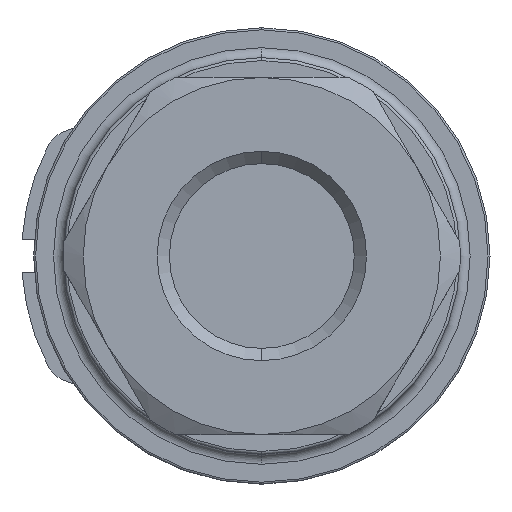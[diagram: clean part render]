
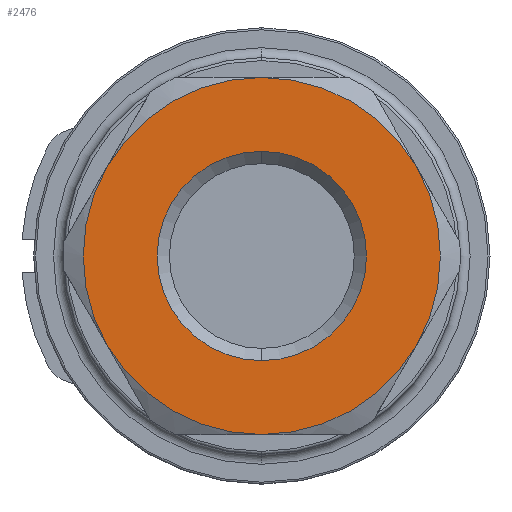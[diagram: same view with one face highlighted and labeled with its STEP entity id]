
A CAD part, left-side view. The second image highlights one B-rep face of the part: STEP entity #2476.
In plain terms, the highlighted planar face has unit normal (-1, 0, 0).
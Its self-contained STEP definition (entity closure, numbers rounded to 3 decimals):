
#254 = DIRECTION ( 'NONE',  ( 0., 0., -1. ) ) ;
#255 = DIRECTION ( 'NONE',  ( 1., 0., 0. ) ) ;
#256 = CARTESIAN_POINT ( 'NONE',  ( -22.6, 0., 0. ) ) ;
#390 = AXIS2_PLACEMENT_3D ( 'NONE', #256, #255, #254 ) ;
#531 = AXIS2_PLACEMENT_3D ( 'NONE', #1662, #1661, #1659 ) ;
#547 = AXIS2_PLACEMENT_3D ( 'NONE', #1730, #1729, #1728 ) ;
#553 = AXIS2_PLACEMENT_3D ( 'NONE', #1788, #1785, #1784 ) ;
#558 = AXIS2_PLACEMENT_3D ( 'NONE', #1843, #1842, #1841 ) ;
#560 = AXIS2_PLACEMENT_3D ( 'NONE', #1873, #1872, #1871 ) ;
#896 = CIRCLE ( 'NONE', #390, 18. ) ;
#933 = CIRCLE ( 'NONE', #3635, 10.55 ) ;
#941 = CIRCLE ( 'NONE', #4205, 18. ) ;
#1085 = ORIENTED_EDGE ( 'NONE', *, *, #4105, .F. ) ;
#1086 = ORIENTED_EDGE ( 'NONE', *, *, #4145, .F. ) ;
#1087 = ORIENTED_EDGE ( 'NONE', *, *, #3702, .F. ) ;
#1088 = ORIENTED_EDGE ( 'NONE', *, *, #3796, .F. ) ;
#1089 = ORIENTED_EDGE ( 'NONE', *, *, #3753, .F. ) ;
#1090 = ORIENTED_EDGE ( 'NONE', *, *, #3721, .F. ) ;
#1091 = ORIENTED_EDGE ( 'NONE', *, *, #4139, .T. ) ;
#1092 = ORIENTED_EDGE ( 'NONE', *, *, #3676, .T. ) ;
#1659 = DIRECTION ( 'NONE',  ( 0., 0., -1. ) ) ;
#1661 = DIRECTION ( 'NONE',  ( 1., 0., 0. ) ) ;
#1662 = CARTESIAN_POINT ( 'NONE',  ( -22.6, 0., 0. ) ) ;
#1728 = DIRECTION ( 'NONE',  ( 0., 0., -1. ) ) ;
#1729 = DIRECTION ( 'NONE',  ( 1., 0., 0. ) ) ;
#1730 = CARTESIAN_POINT ( 'NONE',  ( -22.6, 0., 0. ) ) ;
#1784 = DIRECTION ( 'NONE',  ( 0., 0., -1. ) ) ;
#1785 = DIRECTION ( 'NONE',  ( 1., 0., 0. ) ) ;
#1788 = CARTESIAN_POINT ( 'NONE',  ( -22.6, 0., 0. ) ) ;
#1841 = DIRECTION ( 'NONE',  ( 0., 0., -1. ) ) ;
#1842 = DIRECTION ( 'NONE',  ( 1., 0., 0. ) ) ;
#1843 = CARTESIAN_POINT ( 'NONE',  ( -22.6, 0., 0. ) ) ;
#1871 = DIRECTION ( 'NONE',  ( 0., 0., -1. ) ) ;
#1872 = DIRECTION ( 'NONE',  ( 1., 0., 0. ) ) ;
#1873 = CARTESIAN_POINT ( 'NONE',  ( -22.6, 0., 0. ) ) ;
#2058 = DIRECTION ( 'NONE',  ( 0., 0., -1. ) ) ;
#2060 = DIRECTION ( 'NONE',  ( 1., 0., 0. ) ) ;
#2067 = CARTESIAN_POINT ( 'NONE',  ( -22.6, 0., 0. ) ) ;
#2347 = VERTEX_POINT ( 'NONE', #3603 ) ;
#2382 = VERTEX_POINT ( 'NONE', #4177 ) ;
#2390 = VERTEX_POINT ( 'NONE', #4183 ) ;
#2402 = VERTEX_POINT ( 'NONE', #4024 ) ;
#2408 = VERTEX_POINT ( 'NONE', #4029 ) ;
#2412 = VERTEX_POINT ( 'NONE', #4034 ) ;
#2423 = VERTEX_POINT ( 'NONE', #4045 ) ;
#2431 = VERTEX_POINT ( 'NONE', #4051 ) ;
#2476 = ADVANCED_FACE ( 'NONE', ( #2612, #2613 ), #4295, .T. ) ;
#2612 = FACE_BOUND ( 'NONE', #3347, .T. ) ;
#2613 = FACE_OUTER_BOUND ( 'NONE', #3335, .T. ) ;
#2916 = CIRCLE ( 'NONE', #560, 10.55 ) ;
#2921 = CIRCLE ( 'NONE', #558, 18. ) ;
#2927 = CIRCLE ( 'NONE', #553, 18. ) ;
#2938 = CIRCLE ( 'NONE', #547, 18. ) ;
#2961 = CIRCLE ( 'NONE', #531, 18. ) ;
#3078 = DIRECTION ( 'NONE',  ( 0., 0., -1. ) ) ;
#3087 = DIRECTION ( 'NONE',  ( 1., 0., 0. ) ) ;
#3096 = CARTESIAN_POINT ( 'NONE',  ( -22.6, 0., 0. ) ) ;
#3335 = EDGE_LOOP ( 'NONE', ( #1090, #1089, #1088, #1087, #1086, #1085 ) ) ;
#3347 = EDGE_LOOP ( 'NONE', ( #1092, #1091 ) ) ;
#3603 = CARTESIAN_POINT ( 'NONE',  ( -22.6, 0., -18. ) ) ;
#3635 = AXIS2_PLACEMENT_3D ( 'NONE', #3096, #3087, #3078 ) ;
#3676 = EDGE_CURVE ( 'NONE', #2412, #2382, #2916, .T. ) ;
#3693 = AXIS2_PLACEMENT_3D ( 'NONE', #4228, #4319, #4354 ) ;
#3702 = EDGE_CURVE ( 'NONE', #2408, #2431, #2921, .T. ) ;
#3721 = EDGE_CURVE ( 'NONE', #2347, #2402, #2927, .T. ) ;
#3753 = EDGE_CURVE ( 'NONE', #2423, #2347, #2938, .T. ) ;
#3796 = EDGE_CURVE ( 'NONE', #2431, #2423, #2961, .T. ) ;
#4024 = CARTESIAN_POINT ( 'NONE',  ( -22.6, 15.588, -9. ) ) ;
#4029 = CARTESIAN_POINT ( 'NONE',  ( -22.6, 0., 18. ) ) ;
#4034 = CARTESIAN_POINT ( 'NONE',  ( -22.6, 0., 10.55 ) ) ;
#4045 = CARTESIAN_POINT ( 'NONE',  ( -22.6, -15.588, -9. ) ) ;
#4051 = CARTESIAN_POINT ( 'NONE',  ( -22.6, -15.588, 9. ) ) ;
#4105 = EDGE_CURVE ( 'NONE', #2402, #2390, #896, .T. ) ;
#4139 = EDGE_CURVE ( 'NONE', #2382, #2412, #933, .T. ) ;
#4145 = EDGE_CURVE ( 'NONE', #2390, #2408, #941, .T. ) ;
#4177 = CARTESIAN_POINT ( 'NONE',  ( -22.6, 0., -10.55 ) ) ;
#4183 = CARTESIAN_POINT ( 'NONE',  ( -22.6, 15.588, 9. ) ) ;
#4205 = AXIS2_PLACEMENT_3D ( 'NONE', #2067, #2060, #2058 ) ;
#4228 = CARTESIAN_POINT ( 'NONE',  ( -22.6, 18., 0. ) ) ;
#4295 = PLANE ( 'NONE',  #3693 ) ;
#4319 = DIRECTION ( 'NONE',  ( -1., 0., 0. ) ) ;
#4354 = DIRECTION ( 'NONE',  ( 0., 0., 1. ) ) ;
